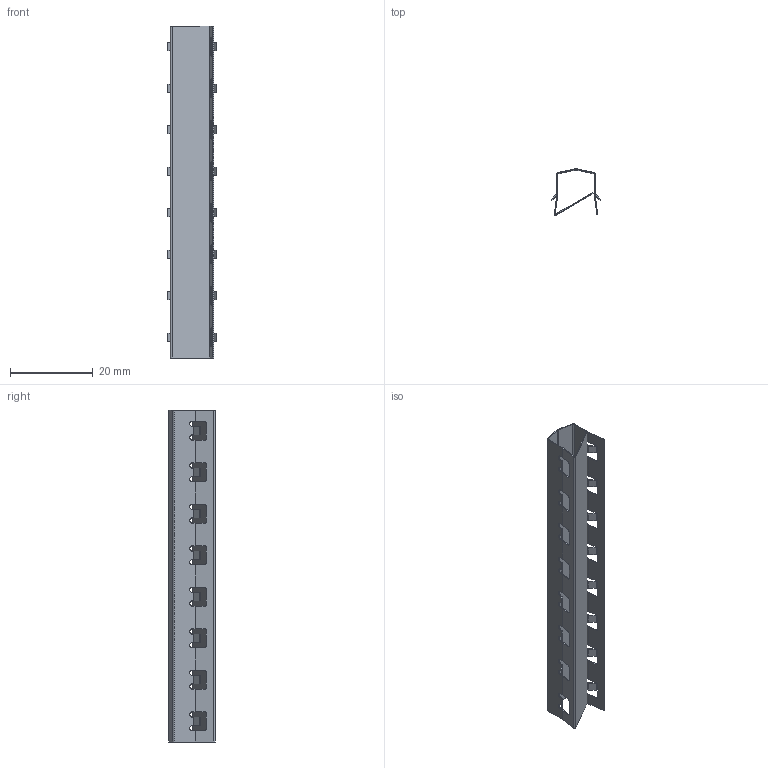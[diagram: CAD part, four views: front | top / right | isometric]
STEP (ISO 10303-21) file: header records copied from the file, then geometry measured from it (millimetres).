
FILE_DESCRIPTION (( 'STEP AP214' ), '1' );
FILE_NAME ('092090.STEP', '2012-12-21T08:33:19', ( '' ), ( '' ), 'SwSTEP 2.0', 'SolidWorks 2012', '' );
FILE_SCHEMA (( 'AUTOMOTIVE_DESIGN' ));
Length unit declared in the file: millimetre
Products named in the file (1): 092090
Bounding box: 12 x 11.11 x 80 mm (x, y, z)
Volume: 593.5 mm3; surface area: 6052.6 mm2
Topology: 1 solids, 1 shells, 284 faces, 942 edges, 628 vertices
Faces by surface type: plane 146, cylinder 138
Entity records: 10376 total; most frequent: CARTESIAN_POINT 2047, ORIENTED_EDGE 1884, DIRECTION 1660, EDGE_CURVE 942, VECTOR 666, LINE 666, VERTEX_POINT 628, AXIS2_PLACEMENT_3D 497
